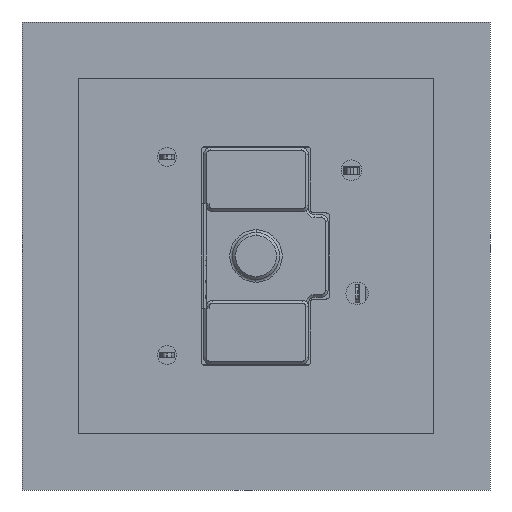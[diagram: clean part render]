
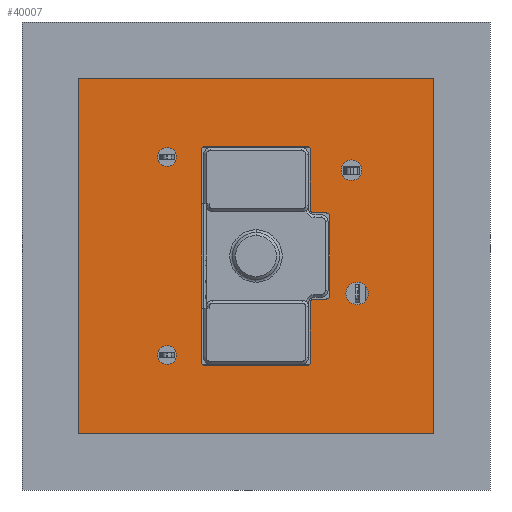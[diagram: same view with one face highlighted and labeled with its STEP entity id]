
A CAD part, front view. The second image highlights one B-rep face of the part: STEP entity #40007.
In plain terms, the highlighted planar face has unit normal (0, -1, 0).
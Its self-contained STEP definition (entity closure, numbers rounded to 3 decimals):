
#39454=DIRECTION('',(0.,0.,1.));
#39455=VECTOR('',#39454,19.);
#39456=CARTESIAN_POINT('',(-9.5,0.,-9.5));
#39457=LINE('',#39456,#39455);
#39458=DIRECTION('',(1.,0.,0.));
#39459=VECTOR('',#39458,19.);
#39460=CARTESIAN_POINT('',(-9.5,0.,9.5));
#39461=LINE('',#39460,#39459);
#39462=DIRECTION('',(0.,0.,-1.));
#39463=VECTOR('',#39462,19.);
#39464=CARTESIAN_POINT('',(9.5,0.,9.5));
#39465=LINE('',#39464,#39463);
#39466=DIRECTION('',(-1.,0.,0.));
#39467=VECTOR('',#39466,19.);
#39468=CARTESIAN_POINT('',(9.5,0.,-9.5));
#39469=LINE('',#39468,#39467);
#39470=CARTESIAN_POINT('',(5.4,0.,-2.));
#39471=DIRECTION('',(0.,1.,0.));
#39472=DIRECTION('',(1.,0.,0.));
#39473=AXIS2_PLACEMENT_3D('',#39470,#39471,#39472);
#39475=CARTESIAN_POINT('',(5.4,0.,-2.));
#39476=DIRECTION('',(0.,1.,0.));
#39477=DIRECTION('',(-1.,0.,0.));
#39478=AXIS2_PLACEMENT_3D('',#39475,#39476,#39477);
#39480=CARTESIAN_POINT('',(5.1,0.,4.585));
#39481=DIRECTION('',(0.,1.,0.));
#39482=DIRECTION('',(1.,0.,0.));
#39483=AXIS2_PLACEMENT_3D('',#39480,#39481,#39482);
#39485=CARTESIAN_POINT('',(5.1,0.,4.585));
#39486=DIRECTION('',(0.,1.,0.));
#39487=DIRECTION('',(-1.,0.,0.));
#39488=AXIS2_PLACEMENT_3D('',#39485,#39486,#39487);
#39490=CARTESIAN_POINT('',(3.1,0.,2.5));
#39491=DIRECTION('',(0.,-1.,0.));
#39492=DIRECTION('',(-1.,0.,0.));
#39493=AXIS2_PLACEMENT_3D('',#39490,#39491,#39492);
#39495=DIRECTION('',(0.,0.,-1.));
#39496=VECTOR('',#39495,3.175);
#39497=CARTESIAN_POINT('',(2.9,0.,5.675));
#39498=LINE('',#39497,#39496);
#39499=DIRECTION('',(1.,0.,0.));
#39500=VECTOR('',#39499,5.4);
#39501=CARTESIAN_POINT('',(-2.7,0.,5.875));
#39502=LINE('',#39501,#39500);
#39503=DIRECTION('',(0.,0.,1.));
#39504=VECTOR('',#39503,11.35);
#39505=CARTESIAN_POINT('',(-2.9,0.,-5.675));
#39506=LINE('',#39505,#39504);
#39507=DIRECTION('',(-1.,0.,0.));
#39508=VECTOR('',#39507,5.4);
#39509=CARTESIAN_POINT('',(2.7,0.,-5.875));
#39510=LINE('',#39509,#39508);
#39511=DIRECTION('',(0.,0.,-1.));
#39512=VECTOR('',#39511,3.175);
#39513=CARTESIAN_POINT('',(2.9,0.,-2.5));
#39514=LINE('',#39513,#39512);
#39515=CARTESIAN_POINT('',(3.1,0.,-2.5));
#39516=DIRECTION('',(0.,-1.,0.));
#39517=DIRECTION('',(0.,0.,1.));
#39518=AXIS2_PLACEMENT_3D('',#39515,#39516,#39517);
#39520=DIRECTION('',(-1.,0.,0.));
#39521=VECTOR('',#39520,0.65);
#39522=CARTESIAN_POINT('',(3.75,0.,-2.3));
#39523=LINE('',#39522,#39521);
#39524=DIRECTION('',(0.,0.,-1.));
#39525=VECTOR('',#39524,4.2);
#39526=CARTESIAN_POINT('',(3.95,0.,2.1));
#39527=LINE('',#39526,#39525);
#39528=DIRECTION('',(1.,0.,0.));
#39529=VECTOR('',#39528,0.65);
#39530=CARTESIAN_POINT('',(3.1,0.,2.3));
#39531=LINE('',#39530,#39529);
#39532=CARTESIAN_POINT('',(-4.75,0.,-5.29));
#39533=DIRECTION('',(0.,1.,0.));
#39534=DIRECTION('',(1.,0.,0.));
#39535=AXIS2_PLACEMENT_3D('',#39532,#39533,#39534);
#39537=CARTESIAN_POINT('',(-4.75,0.,-5.29));
#39538=DIRECTION('',(0.,1.,0.));
#39539=DIRECTION('',(-1.,0.,0.));
#39540=AXIS2_PLACEMENT_3D('',#39537,#39538,#39539);
#39542=CARTESIAN_POINT('',(-4.75,0.,5.29));
#39543=DIRECTION('',(0.,1.,0.));
#39544=DIRECTION('',(1.,0.,0.));
#39545=AXIS2_PLACEMENT_3D('',#39542,#39543,#39544);
#39547=CARTESIAN_POINT('',(-4.75,0.,5.29));
#39548=DIRECTION('',(0.,1.,0.));
#39549=DIRECTION('',(-1.,0.,0.));
#39550=AXIS2_PLACEMENT_3D('',#39547,#39548,#39549);
#39695=CARTESIAN_POINT('',(2.7,0.,5.675));
#39696=DIRECTION('',(0.,1.,0.));
#39697=DIRECTION('',(0.,0.,1.));
#39698=AXIS2_PLACEMENT_3D('',#39695,#39696,#39697);
#39713=CARTESIAN_POINT('',(-2.7,0.,5.675));
#39714=DIRECTION('',(0.,1.,0.));
#39715=DIRECTION('',(-1.,0.,0.));
#39716=AXIS2_PLACEMENT_3D('',#39713,#39714,#39715);
#39731=CARTESIAN_POINT('',(-2.7,0.,-5.675));
#39732=DIRECTION('',(0.,1.,0.));
#39733=DIRECTION('',(0.,0.,-1.));
#39734=AXIS2_PLACEMENT_3D('',#39731,#39732,#39733);
#39749=CARTESIAN_POINT('',(2.7,0.,-5.675));
#39750=DIRECTION('',(0.,1.,0.));
#39751=DIRECTION('',(1.,0.,0.));
#39752=AXIS2_PLACEMENT_3D('',#39749,#39750,#39751);
#39775=CARTESIAN_POINT('',(3.75,0.,-2.1));
#39776=DIRECTION('',(0.,1.,0.));
#39777=DIRECTION('',(1.,0.,0.));
#39778=AXIS2_PLACEMENT_3D('',#39775,#39776,#39777);
#39793=CARTESIAN_POINT('',(3.75,0.,2.1));
#39794=DIRECTION('',(0.,1.,0.));
#39795=DIRECTION('',(0.,0.,1.));
#39796=AXIS2_PLACEMENT_3D('',#39793,#39794,#39795);
#39822=CARTESIAN_POINT('',(-9.5,0.,-9.5));
#39823=CARTESIAN_POINT('',(-9.5,0.,9.5));
#39824=VERTEX_POINT('',#39822);
#39825=VERTEX_POINT('',#39823);
#39826=CARTESIAN_POINT('',(9.5,0.,9.5));
#39827=VERTEX_POINT('',#39826);
#39828=CARTESIAN_POINT('',(9.5,0.,-9.5));
#39829=VERTEX_POINT('',#39828);
#39838=CARTESIAN_POINT('',(6.,0.,-2.));
#39839=CARTESIAN_POINT('',(4.8,0.,-2.));
#39840=VERTEX_POINT('',#39838);
#39841=VERTEX_POINT('',#39839);
#39842=CARTESIAN_POINT('',(5.65,0.,4.585));
#39843=CARTESIAN_POINT('',(4.55,0.,4.585));
#39844=VERTEX_POINT('',#39842);
#39845=VERTEX_POINT('',#39843);
#39855=CARTESIAN_POINT('',(-2.9,0.,-5.675));
#39857=VERTEX_POINT('',#39855);
#39859=CARTESIAN_POINT('',(-2.7,0.,-5.875));
#39861=VERTEX_POINT('',#39859);
#39863=CARTESIAN_POINT('',(2.7,0.,-5.875));
#39865=VERTEX_POINT('',#39863);
#39867=CARTESIAN_POINT('',(2.9,0.,-5.675));
#39869=VERTEX_POINT('',#39867);
#39871=CARTESIAN_POINT('',(3.75,0.,-2.3));
#39873=VERTEX_POINT('',#39871);
#39875=CARTESIAN_POINT('',(3.95,0.,-2.1));
#39877=VERTEX_POINT('',#39875);
#39879=CARTESIAN_POINT('',(3.95,0.,2.1));
#39881=VERTEX_POINT('',#39879);
#39883=CARTESIAN_POINT('',(3.75,0.,2.3));
#39885=VERTEX_POINT('',#39883);
#39887=CARTESIAN_POINT('',(2.9,0.,5.675));
#39889=VERTEX_POINT('',#39887);
#39891=CARTESIAN_POINT('',(2.7,0.,5.875));
#39893=VERTEX_POINT('',#39891);
#39895=CARTESIAN_POINT('',(-2.7,0.,5.875));
#39897=VERTEX_POINT('',#39895);
#39899=CARTESIAN_POINT('',(-2.9,0.,5.675));
#39901=VERTEX_POINT('',#39899);
#39906=CARTESIAN_POINT('',(2.9,0.,2.5));
#39907=VERTEX_POINT('',#39906);
#39908=CARTESIAN_POINT('',(3.1,0.,2.3));
#39909=VERTEX_POINT('',#39908);
#39914=CARTESIAN_POINT('',(3.1,0.,-2.3));
#39915=VERTEX_POINT('',#39914);
#39916=CARTESIAN_POINT('',(2.9,0.,-2.5));
#39917=VERTEX_POINT('',#39916);
#39918=CARTESIAN_POINT('',(-4.25,0.,-5.29));
#39919=CARTESIAN_POINT('',(-5.25,0.,-5.29));
#39920=VERTEX_POINT('',#39918);
#39921=VERTEX_POINT('',#39919);
#39922=CARTESIAN_POINT('',(-4.25,0.,5.29));
#39923=CARTESIAN_POINT('',(-5.25,0.,5.29));
#39924=VERTEX_POINT('',#39922);
#39925=VERTEX_POINT('',#39923);
#39934=CARTESIAN_POINT('',(0.,0.,0.));
#39935=DIRECTION('',(0.,1.,0.));
#39936=DIRECTION('',(1.,0.,0.));
#39937=AXIS2_PLACEMENT_3D('',#39934,#39935,#39936);
#39938=PLANE('',#39937);
#39940=ORIENTED_EDGE('',*,*,#39939,.T.);
#39942=ORIENTED_EDGE('',*,*,#39941,.T.);
#39944=ORIENTED_EDGE('',*,*,#39943,.T.);
#39946=ORIENTED_EDGE('',*,*,#39945,.T.);
#39947=EDGE_LOOP('',(#39940,#39942,#39944,#39946));
#39948=FACE_OUTER_BOUND('',#39947,.F.);
#39950=ORIENTED_EDGE('',*,*,#39949,.F.);
#39952=ORIENTED_EDGE('',*,*,#39951,.F.);
#39953=EDGE_LOOP('',(#39950,#39952));
#39954=FACE_BOUND('',#39953,.F.);
#39956=ORIENTED_EDGE('',*,*,#39955,.F.);
#39958=ORIENTED_EDGE('',*,*,#39957,.F.);
#39959=EDGE_LOOP('',(#39956,#39958));
#39960=FACE_BOUND('',#39959,.F.);
#39962=ORIENTED_EDGE('',*,*,#39961,.F.);
#39964=ORIENTED_EDGE('',*,*,#39963,.F.);
#39966=ORIENTED_EDGE('',*,*,#39965,.F.);
#39968=ORIENTED_EDGE('',*,*,#39967,.F.);
#39970=ORIENTED_EDGE('',*,*,#39969,.F.);
#39972=ORIENTED_EDGE('',*,*,#39971,.F.);
#39974=ORIENTED_EDGE('',*,*,#39973,.F.);
#39976=ORIENTED_EDGE('',*,*,#39975,.F.);
#39978=ORIENTED_EDGE('',*,*,#39977,.F.);
#39980=ORIENTED_EDGE('',*,*,#39979,.F.);
#39982=ORIENTED_EDGE('',*,*,#39981,.F.);
#39984=ORIENTED_EDGE('',*,*,#39983,.F.);
#39986=ORIENTED_EDGE('',*,*,#39985,.F.);
#39988=ORIENTED_EDGE('',*,*,#39987,.F.);
#39990=ORIENTED_EDGE('',*,*,#39989,.F.);
#39992=ORIENTED_EDGE('',*,*,#39991,.F.);
#39993=EDGE_LOOP('',(#39962,#39964,#39966,#39968,#39970,#39972,#39974,#39976,
#39978,#39980,#39982,#39984,#39986,#39988,#39990,#39992));
#39994=FACE_BOUND('',#39993,.F.);
#39996=ORIENTED_EDGE('',*,*,#39995,.F.);
#39998=ORIENTED_EDGE('',*,*,#39997,.F.);
#39999=EDGE_LOOP('',(#39996,#39998));
#40000=FACE_BOUND('',#39999,.F.);
#40002=ORIENTED_EDGE('',*,*,#40001,.F.);
#40004=ORIENTED_EDGE('',*,*,#40003,.F.);
#40005=EDGE_LOOP('',(#40002,#40004));
#40006=FACE_BOUND('',#40005,.F.);
#40007=ADVANCED_FACE('',(#39948,#39954,#39960,#39994,#40000,#40006),#39938,.F.);
#39474=CIRCLE('',#39473,0.6);
#39479=CIRCLE('',#39478,0.6);
#39484=CIRCLE('',#39483,0.55);
#39489=CIRCLE('',#39488,0.55);
#39494=CIRCLE('',#39493,0.2);
#39519=CIRCLE('',#39518,0.2);
#39536=CIRCLE('',#39535,0.5);
#39541=CIRCLE('',#39540,0.5);
#39546=CIRCLE('',#39545,0.5);
#39551=CIRCLE('',#39550,0.5);
#39699=CIRCLE('',#39698,0.2);
#39717=CIRCLE('',#39716,0.2);
#39735=CIRCLE('',#39734,0.2);
#39753=CIRCLE('',#39752,0.2);
#39779=CIRCLE('',#39778,0.2);
#39797=CIRCLE('',#39796,0.2);
#39939=EDGE_CURVE('',#39824,#39825,#39457,.T.);
#39941=EDGE_CURVE('',#39825,#39827,#39461,.T.);
#39943=EDGE_CURVE('',#39827,#39829,#39465,.T.);
#39945=EDGE_CURVE('',#39829,#39824,#39469,.T.);
#39949=EDGE_CURVE('',#39840,#39841,#39474,.T.);
#39951=EDGE_CURVE('',#39841,#39840,#39479,.T.);
#39955=EDGE_CURVE('',#39844,#39845,#39484,.T.);
#39957=EDGE_CURVE('',#39845,#39844,#39489,.T.);
#39961=EDGE_CURVE('',#39907,#39909,#39494,.T.);
#39963=EDGE_CURVE('',#39889,#39907,#39498,.T.);
#39965=EDGE_CURVE('',#39893,#39889,#39699,.T.);
#39967=EDGE_CURVE('',#39897,#39893,#39502,.T.);
#39969=EDGE_CURVE('',#39901,#39897,#39717,.T.);
#39971=EDGE_CURVE('',#39857,#39901,#39506,.T.);
#39973=EDGE_CURVE('',#39861,#39857,#39735,.T.);
#39975=EDGE_CURVE('',#39865,#39861,#39510,.T.);
#39977=EDGE_CURVE('',#39869,#39865,#39753,.T.);
#39979=EDGE_CURVE('',#39917,#39869,#39514,.T.);
#39981=EDGE_CURVE('',#39915,#39917,#39519,.T.);
#39983=EDGE_CURVE('',#39873,#39915,#39523,.T.);
#39985=EDGE_CURVE('',#39877,#39873,#39779,.T.);
#39987=EDGE_CURVE('',#39881,#39877,#39527,.T.);
#39989=EDGE_CURVE('',#39885,#39881,#39797,.T.);
#39991=EDGE_CURVE('',#39909,#39885,#39531,.T.);
#39995=EDGE_CURVE('',#39920,#39921,#39536,.T.);
#39997=EDGE_CURVE('',#39921,#39920,#39541,.T.);
#40001=EDGE_CURVE('',#39924,#39925,#39546,.T.);
#40003=EDGE_CURVE('',#39925,#39924,#39551,.T.);
